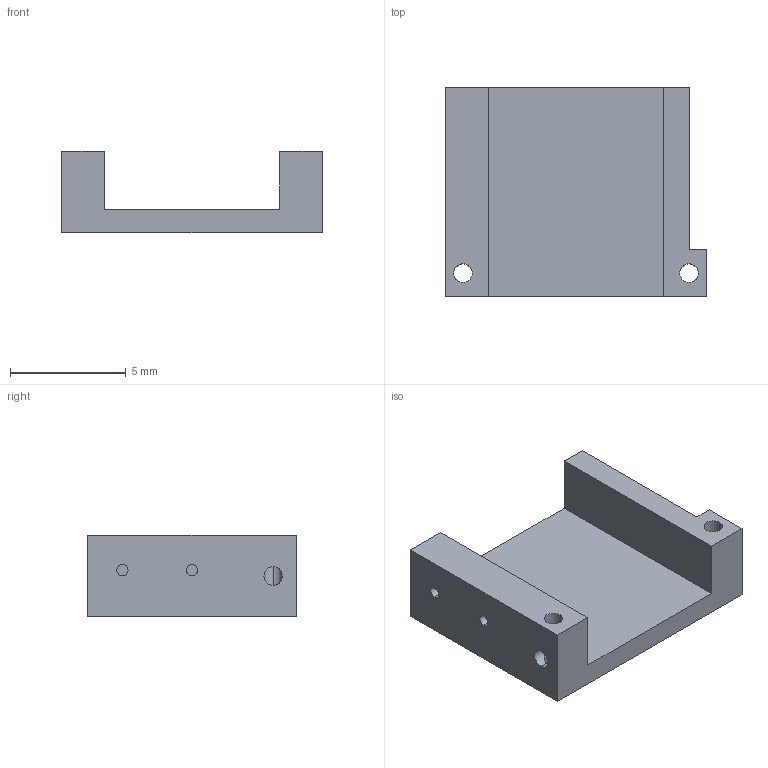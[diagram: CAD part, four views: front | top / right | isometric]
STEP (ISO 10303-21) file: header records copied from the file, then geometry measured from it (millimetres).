
FILE_DESCRIPTION (( 'STEP AP203' ), '1' );
FILE_NAME ('block_holder.STEP', '2018-11-13T14:59:35', ( '' ), ( '' ), 'SwSTEP 2.0', 'SolidWorks 2016', '' );
FILE_SCHEMA (( 'CONFIG_CONTROL_DESIGN' ));
Length unit declared in the file: millimetre
Products named in the file (1): block_holder
Bounding box: 11.25 x 9 x 3.5 mm (x, y, z)
Volume: 161.5 mm3; surface area: 361.6 mm2
Topology: 1 solids, 1 shells, 24 faces, 72 edges, 48 vertices
Faces by surface type: cylinder 12, plane 12
Entity records: 917 total; most frequent: CARTESIAN_POINT 169, ORIENTED_EDGE 144, DIRECTION 134, EDGE_CURVE 72, VERTEX_POINT 48, AXIS2_PLACEMENT_3D 45, VECTOR 44, LINE 44
